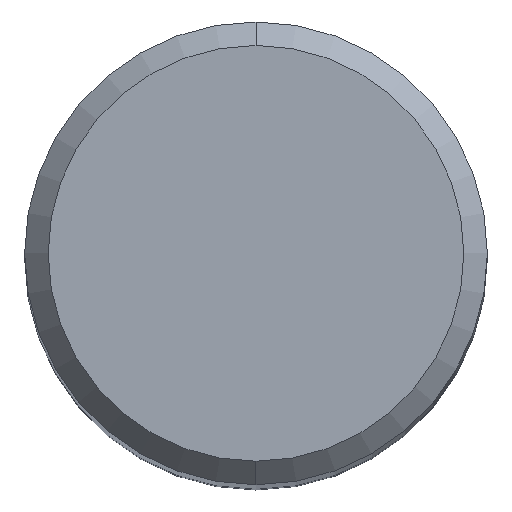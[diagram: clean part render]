
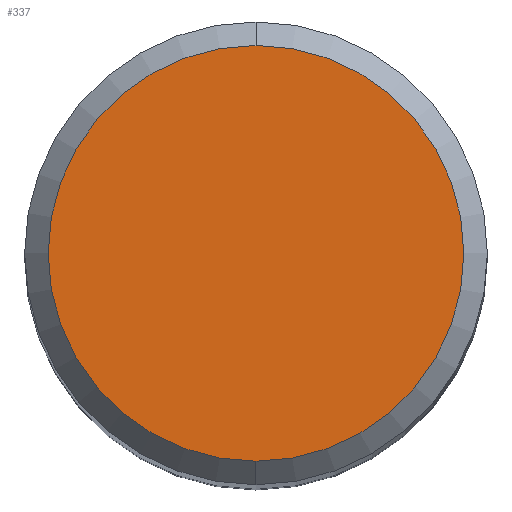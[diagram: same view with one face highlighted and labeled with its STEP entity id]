
A CAD part, top view. The second image highlights one B-rep face of the part: STEP entity #337.
In plain terms, the highlighted planar face has unit normal (0, 0, 1).
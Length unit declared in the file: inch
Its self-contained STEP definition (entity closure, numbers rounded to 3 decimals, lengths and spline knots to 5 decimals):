
#1 = CIRCLE ( 'NONE', #151, 0.17685 ) ;
#16 = DIRECTION ( 'NONE',  ( 0., 1., 0. ) ) ;
#47 = VERTEX_POINT ( 'NONE', #175 ) ;
#58 = AXIS2_PLACEMENT_3D ( 'NONE', #345, #187, #16 ) ;
#64 = ORIENTED_EDGE ( 'NONE', *, *, #336, .T. ) ;
#66 = CARTESIAN_POINT ( 'NONE',  ( 0., 0., 0. ) ) ;
#110 = ORIENTED_EDGE ( 'NONE', *, *, #290, .T. ) ;
#151 = AXIS2_PLACEMENT_3D ( 'NONE', #224, #384, #372 ) ;
#152 = FACE_OUTER_BOUND ( 'NONE', #322, .T. ) ;
#175 = CARTESIAN_POINT ( 'NONE',  ( 0., 0.17685, 0. ) ) ;
#187 = DIRECTION ( 'NONE',  ( 0., 0., -1. ) ) ;
#198 = CARTESIAN_POINT ( 'NONE',  ( 0., -0.17685, 0. ) ) ;
#222 = CIRCLE ( 'NONE', #328, 0.17685 ) ;
#224 = CARTESIAN_POINT ( 'NONE',  ( 0., 0., 0. ) ) ;
#238 = DIRECTION ( 'NONE',  ( 0., -1., 0. ) ) ;
#244 = PLANE ( 'NONE',  #58 ) ;
#275 = DIRECTION ( 'NONE',  ( 0., 0., 1. ) ) ;
#290 = EDGE_CURVE ( 'NONE', #47, #314, #222, .T. ) ;
#314 = VERTEX_POINT ( 'NONE', #198 ) ;
#322 = EDGE_LOOP ( 'NONE', ( #110, #64 ) ) ;
#328 = AXIS2_PLACEMENT_3D ( 'NONE', #66, #275, #238 ) ;
#336 = EDGE_CURVE ( 'NONE', #314, #47, #1, .T. ) ;
#337 = ADVANCED_FACE ( 'NONE', ( #152 ), #244, .F. ) ;
#345 = CARTESIAN_POINT ( 'NONE',  ( 0., 0.17685, 0. ) ) ;
#372 = DIRECTION ( 'NONE',  ( 0., -1., 0. ) ) ;
#384 = DIRECTION ( 'NONE',  ( 0., 0., 1. ) ) ;
